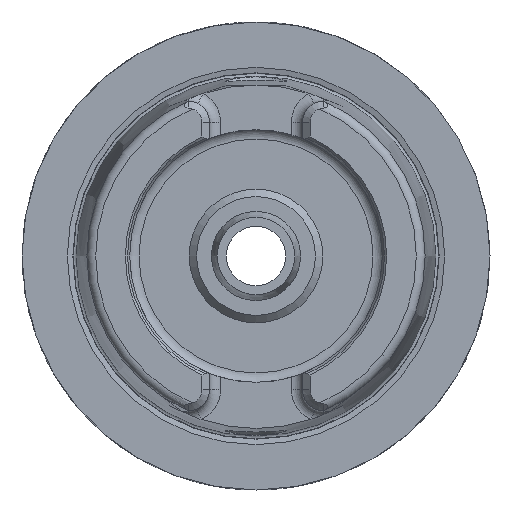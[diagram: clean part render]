
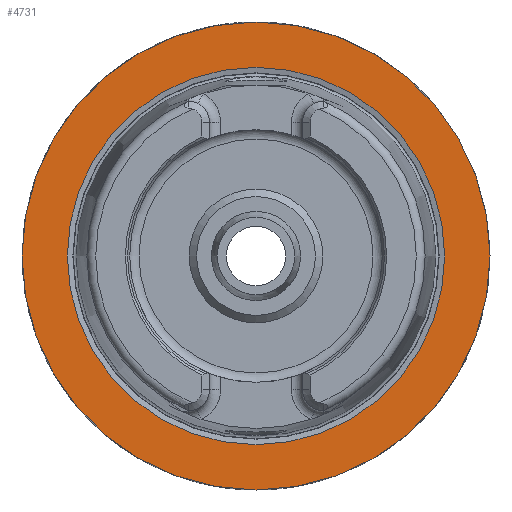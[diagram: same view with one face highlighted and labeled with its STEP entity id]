
A CAD part, left-side view. The second image highlights one B-rep face of the part: STEP entity #4731.
In plain terms, the highlighted planar face has unit normal (-1, 0, 0).
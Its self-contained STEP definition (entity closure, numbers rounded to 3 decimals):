
#3922=CARTESIAN_POINT('',(0.0,31.5,0.0));
#3923=VERTEX_POINT('',#3922);
#3924=CARTESIAN_POINT('',(0.0,0.0,0.0));
#3925=DIRECTION('',(1.0,0.0,0.0));
#3926=DIRECTION('',(0.0,1.0,0.0));
#3927=AXIS2_PLACEMENT_3D('',#3924,#3925,#3926);
#3928=CIRCLE('',#3927,31.5);
#3929=EDGE_CURVE('',#3923,#3923,#3928,.T.);
#4705=CARTESIAN_POINT('',(0.0,25.4,0.0));
#4706=VERTEX_POINT('',#4705);
#4707=CARTESIAN_POINT('',(0.0,0.0,0.0));
#4708=DIRECTION('',(1.0,0.0,0.0));
#4709=DIRECTION('',(0.0,1.0,0.0));
#4710=AXIS2_PLACEMENT_3D('',#4707,#4708,#4709);
#4711=CIRCLE('',#4710,25.4);
#4712=EDGE_CURVE('',#4706,#4706,#4711,.T.);
#4720=CARTESIAN_POINT('',(0.0,28.45,0.0));
#4721=DIRECTION('',(-1.0,0.0,0.0));
#4722=DIRECTION('',(0.0,0.0,1.0));
#4723=AXIS2_PLACEMENT_3D('',#4720,#4721,#4722);
#4724=PLANE('',#4723);
#4725=ORIENTED_EDGE('',*,*,#3929,.F.);
#4726=EDGE_LOOP('',(#4725));
#4727=FACE_OUTER_BOUND('',#4726,.T.);
#4728=ORIENTED_EDGE('',*,*,#4712,.T.);
#4729=EDGE_LOOP('',(#4728));
#4730=FACE_BOUND('',#4729,.T.);
#4731=ADVANCED_FACE('',(#4727,#4730),#4724,.T.);
